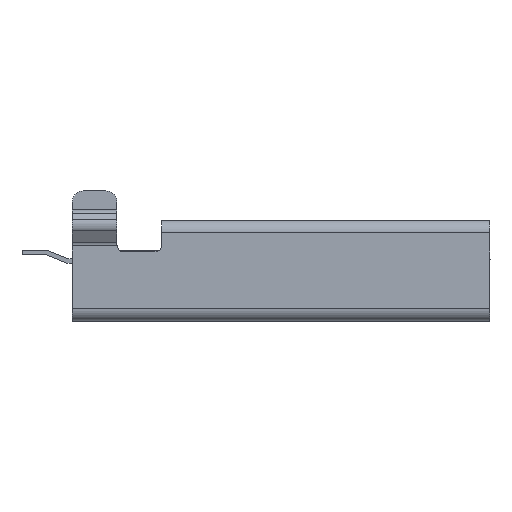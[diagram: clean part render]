
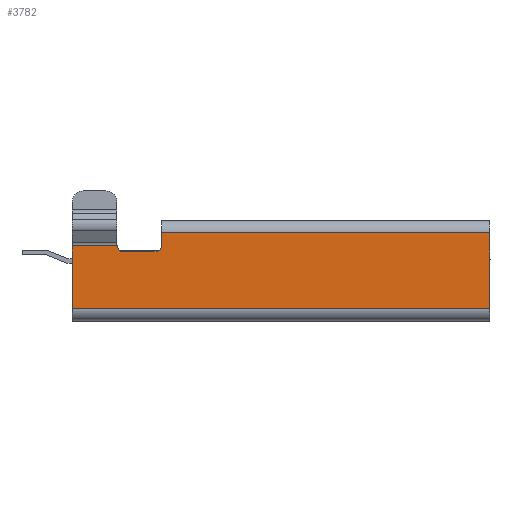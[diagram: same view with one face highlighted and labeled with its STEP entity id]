
A CAD part, left-side view. The second image highlights one B-rep face of the part: STEP entity #3782.
In plain terms, the highlighted planar face has unit normal (-1, 0, 0).
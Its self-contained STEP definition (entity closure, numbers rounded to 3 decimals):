
#14 = ORIENTED_EDGE ( 'NONE', *, *, #6125, .F. ) ;
#211 = EDGE_CURVE ( 'NONE', #4758, #1459, #1793, .T. ) ;
#254 = CARTESIAN_POINT ( 'NONE',  ( -6., 18.7, -1.7 ) ) ;
#366 = EDGE_LOOP ( 'NONE', ( #7232, #14, #1546, #1389, #8225, #907, #4418, #6255, #3612 ) ) ;
#785 = VERTEX_POINT ( 'NONE', #3141 ) ;
#907 = ORIENTED_EDGE ( 'NONE', *, *, #211, .F. ) ;
#922 = DIRECTION ( 'NONE',  ( 0., 0., 1. ) ) ;
#985 = DIRECTION ( 'NONE',  ( -1., 0., 0. ) ) ;
#1225 = VECTOR ( 'NONE', #922, 1000. ) ;
#1389 = ORIENTED_EDGE ( 'NONE', *, *, #3056, .T. ) ;
#1430 = DIRECTION ( 'NONE',  ( 0., -1., 0. ) ) ;
#1459 = VERTEX_POINT ( 'NONE', #6511 ) ;
#1474 = LINE ( 'NONE', #6628, #5452 ) ;
#1493 = VERTEX_POINT ( 'NONE', #254 ) ;
#1546 = ORIENTED_EDGE ( 'NONE', *, *, #6285, .F. ) ;
#1606 = LINE ( 'NONE', #7457, #1225 ) ;
#1686 = CARTESIAN_POINT ( 'NONE',  ( -6., 18.7, 1.11 ) ) ;
#1768 = VECTOR ( 'NONE', #3007, 1000. ) ;
#1793 = LINE ( 'NONE', #6425, #2891 ) ;
#1814 = LINE ( 'NONE', #3741, #1768 ) ;
#2400 = PLANE ( 'NONE',  #6505 ) ;
#2453 = VECTOR ( 'NONE', #4211, 1000. ) ;
#2686 = EDGE_CURVE ( 'NONE', #4992, #785, #4084, .T. ) ;
#2844 = CARTESIAN_POINT ( 'NONE',  ( -6., 14.7, 1.15 ) ) ;
#2855 = DIRECTION ( 'NONE',  ( -1., 0., 0. ) ) ;
#2873 = VERTEX_POINT ( 'NONE', #7711 ) ;
#2891 = VECTOR ( 'NONE', #3800, 1000. ) ;
#2920 = LINE ( 'NONE', #4071, #4191 ) ;
#3007 = DIRECTION ( 'NONE',  ( 0., 0., -1. ) ) ;
#3056 = EDGE_CURVE ( 'NONE', #1493, #6581, #2920, .T. ) ;
#3141 = CARTESIAN_POINT ( 'NONE',  ( -6., 15., 0.85 ) ) ;
#3259 = CARTESIAN_POINT ( 'NONE',  ( -6., 0., -1.7 ) ) ;
#3601 = DIRECTION ( 'NONE',  ( 0., 0., 1. ) ) ;
#3612 = ORIENTED_EDGE ( 'NONE', *, *, #2686, .F. ) ;
#3655 = CARTESIAN_POINT ( 'NONE',  ( -6., 0., 0. ) ) ;
#3741 = CARTESIAN_POINT ( 'NONE',  ( -6., 14.7, 1.7 ) ) ;
#3782 = ADVANCED_FACE ( 'NONE', ( #7609 ), #2400, .T. ) ;
#3800 = DIRECTION ( 'NONE',  ( 0., -1., 0. ) ) ;
#3868 = DIRECTION ( 'NONE',  ( -1., 0., 0. ) ) ;
#4071 = CARTESIAN_POINT ( 'NONE',  ( -6., 9.35, -1.7 ) ) ;
#4084 = LINE ( 'NONE', #7417, #5807 ) ;
#4191 = VECTOR ( 'NONE', #1430, 1000. ) ;
#4211 = DIRECTION ( 'NONE',  ( 0., 0., -1. ) ) ;
#4299 = EDGE_CURVE ( 'NONE', #785, #5767, #6644, .T. ) ;
#4418 = ORIENTED_EDGE ( 'NONE', *, *, #5092, .T. ) ;
#4655 = VERTEX_POINT ( 'NONE', #1686 ) ;
#4758 = VERTEX_POINT ( 'NONE', #5854 ) ;
#4802 = LINE ( 'NONE', #3655, #2453 ) ;
#4992 = VERTEX_POINT ( 'NONE', #6800 ) ;
#5092 = EDGE_CURVE ( 'NONE', #4758, #5767, #1814, .T. ) ;
#5189 = DIRECTION ( 'NONE',  ( 0., 0., 1. ) ) ;
#5452 = VECTOR ( 'NONE', #7234, 1000. ) ;
#5503 = CARTESIAN_POINT ( 'NONE',  ( -6., 16.4, 1.15 ) ) ;
#5767 = VERTEX_POINT ( 'NONE', #2844 ) ;
#5807 = VECTOR ( 'NONE', #6678, 1000. ) ;
#5854 = CARTESIAN_POINT ( 'NONE',  ( -6., 14.7, 1.7 ) ) ;
#6125 = EDGE_CURVE ( 'NONE', #4655, #2873, #1474, .T. ) ;
#6225 = DIRECTION ( 'NONE',  ( 0., 0., -1. ) ) ;
#6255 = ORIENTED_EDGE ( 'NONE', *, *, #4299, .F. ) ;
#6276 = EDGE_CURVE ( 'NONE', #1459, #6581, #4802, .T. ) ;
#6285 = EDGE_CURVE ( 'NONE', #1493, #4655, #1606, .T. ) ;
#6425 = CARTESIAN_POINT ( 'NONE',  ( -6., 9.35, 1.7 ) ) ;
#6505 = AXIS2_PLACEMENT_3D ( 'NONE', #7000, #985, #3601 ) ;
#6511 = CARTESIAN_POINT ( 'NONE',  ( -6., 0., 1.7 ) ) ;
#6581 = VERTEX_POINT ( 'NONE', #3259 ) ;
#6583 = CARTESIAN_POINT ( 'NONE',  ( -6., 15., 1.15 ) ) ;
#6628 = CARTESIAN_POINT ( 'NONE',  ( -6., 17.605, 1.11 ) ) ;
#6644 = CIRCLE ( 'NONE', #8160, 0.3 ) ;
#6678 = DIRECTION ( 'NONE',  ( 0., -1., 0. ) ) ;
#6800 = CARTESIAN_POINT ( 'NONE',  ( -6., 16.4, 0.85 ) ) ;
#6993 = AXIS2_PLACEMENT_3D ( 'NONE', #5503, #2855, #6225 ) ;
#7000 = CARTESIAN_POINT ( 'NONE',  ( -6., -0.374, -1.85 ) ) ;
#7232 = ORIENTED_EDGE ( 'NONE', *, *, #8267, .F. ) ;
#7234 = DIRECTION ( 'NONE',  ( 0., -1., 0. ) ) ;
#7417 = CARTESIAN_POINT ( 'NONE',  ( -6., 9.35, 0.85 ) ) ;
#7457 = CARTESIAN_POINT ( 'NONE',  ( -6., 18.7, 0. ) ) ;
#7609 = FACE_OUTER_BOUND ( 'NONE', #366, .T. ) ;
#7687 = CIRCLE ( 'NONE', #6993, 0.3 ) ;
#7711 = CARTESIAN_POINT ( 'NONE',  ( -6., 16.697, 1.11 ) ) ;
#8160 = AXIS2_PLACEMENT_3D ( 'NONE', #6583, #3868, #5189 ) ;
#8225 = ORIENTED_EDGE ( 'NONE', *, *, #6276, .F. ) ;
#8267 = EDGE_CURVE ( 'NONE', #2873, #4992, #7687, .T. ) ;
